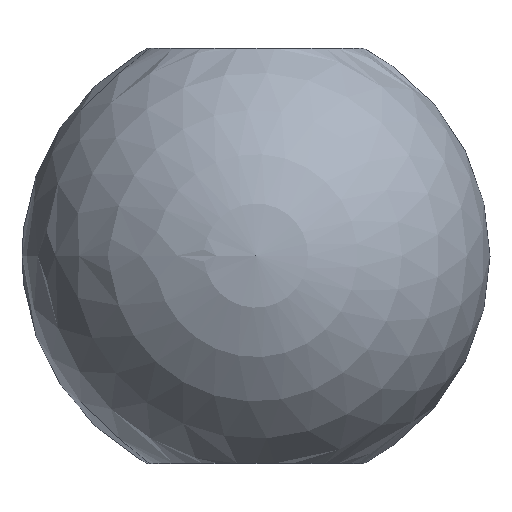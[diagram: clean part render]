
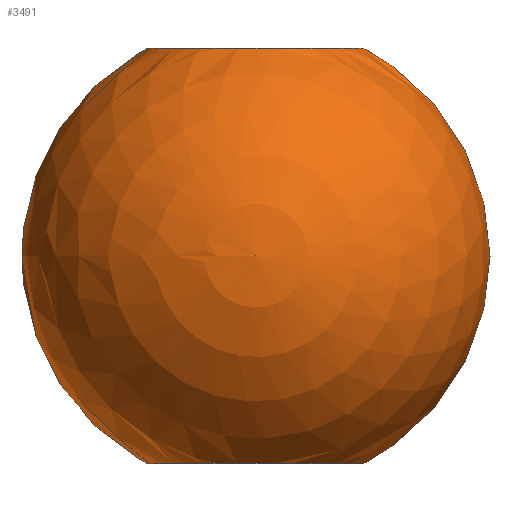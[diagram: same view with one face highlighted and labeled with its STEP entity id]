
A CAD part, top view. The second image highlights one B-rep face of the part: STEP entity #3491.
In plain terms, the highlighted spherical face has radius 6.5 mm.
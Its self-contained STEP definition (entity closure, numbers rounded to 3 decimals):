
#937 = CARTESIAN_POINT ( 'NONE',  ( 0., 5.766, 0. ) ) ;
#956 = ORIENTED_EDGE ( 'NONE', *, *, #3131, .T. ) ;
#1236 = AXIS2_PLACEMENT_3D ( 'NONE', #937, #2244, #2893 ) ;
#1437 = CARTESIAN_POINT ( 'NONE',  ( 0., -5.766, 0. ) ) ;
#1649 = FACE_OUTER_BOUND ( 'NONE', #8322, .T. ) ;
#1852 = CIRCLE ( 'NONE', #4674, 3. ) ;
#2103 = DIRECTION ( 'NONE',  ( 1., 0., 0. ) ) ;
#2244 = DIRECTION ( 'NONE',  ( 0., 1., 0. ) ) ;
#2338 = AXIS2_PLACEMENT_3D ( 'NONE', #7311, #3390, #2103 ) ;
#2794 = CARTESIAN_POINT ( 'NONE',  ( 0., -5.766, 3. ) ) ;
#2851 = EDGE_LOOP ( 'NONE', ( #5155 ) ) ;
#2893 = DIRECTION ( 'NONE',  ( 0., 0., 1. ) ) ;
#3131 = EDGE_CURVE ( 'NONE', #3458, #3458, #1852, .T. ) ;
#3390 = DIRECTION ( 'NONE',  ( 0., 0., -1. ) ) ;
#3394 = FACE_OUTER_BOUND ( 'NONE', #2851, .T. ) ;
#3444 = DIRECTION ( 'NONE',  ( 0., 0., 1. ) ) ;
#3458 = VERTEX_POINT ( 'NONE', #2794 ) ;
#3491 = ADVANCED_FACE ( 'NONE', ( #3394, #1649 ), #4902, .T. ) ;
#4674 = AXIS2_PLACEMENT_3D ( 'NONE', #1437, #6646, #3444 ) ;
#4902 = SPHERICAL_SURFACE ( 'NONE', #2338, 6.5 ) ;
#5025 = EDGE_CURVE ( 'NONE', #6266, #6266, #7622, .T. ) ;
#5155 = ORIENTED_EDGE ( 'NONE', *, *, #5025, .F. ) ;
#5461 = CARTESIAN_POINT ( 'NONE',  ( 0., 5.766, 3. ) ) ;
#6266 = VERTEX_POINT ( 'NONE', #5461 ) ;
#6646 = DIRECTION ( 'NONE',  ( 0., 1., 0. ) ) ;
#7311 = CARTESIAN_POINT ( 'NONE',  ( 0., 0., 0. ) ) ;
#7622 = CIRCLE ( 'NONE', #1236, 3. ) ;
#8322 = EDGE_LOOP ( 'NONE', ( #956 ) ) ;
